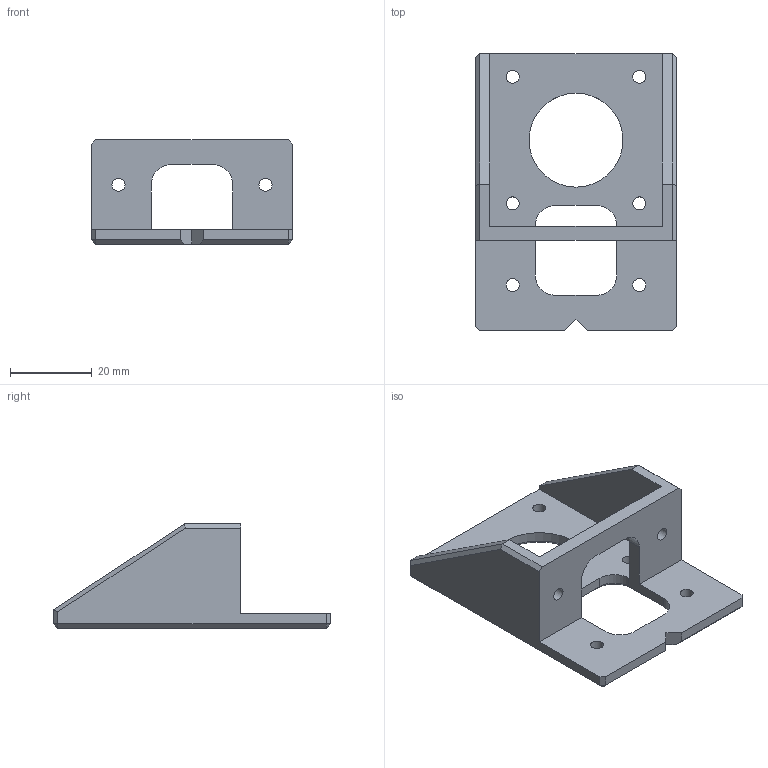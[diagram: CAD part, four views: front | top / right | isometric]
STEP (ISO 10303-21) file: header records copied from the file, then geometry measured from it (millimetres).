
FILE_DESCRIPTION(('FreeCAD Model'),'2;1');
FILE_NAME('Open CASCADE Shape Model','2022-01-08T21:46:52',('Author'),( ''),'Open CASCADE STEP processor 7.5','FreeCAD','Unknown');
FILE_SCHEMA(('AUTOMOTIVE_DESIGN { 1 0 10303 214 1 1 1 1 }'));
Length unit declared in the file: millimetre
Products named in the file (1): y-motor-holder
Bounding box: 49.2 x 67.8 x 25.5 mm (x, y, z)
Volume: 15088.7 mm3; surface area: 10376.7 mm2
Topology: 1 solids, 1 shells, 69 faces, 179 edges, 109 vertices
Faces by surface type: plane 43, cylinder 15, cone 11
Full cylindrical faces by diameter (mm): 3.2 x8, 23 x1
Entity records: 4400 total; most frequent: CARTESIAN_POINT 820, DIRECTION 639, LINE 392, VECTOR 392, ORIENTED_EDGE 358, PCURVE 358, DEFINITIONAL_REPRESENTATION 358, EDGE_CURVE 179
